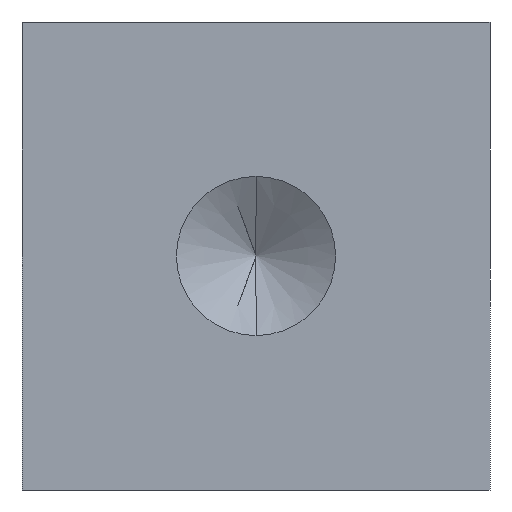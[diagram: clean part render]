
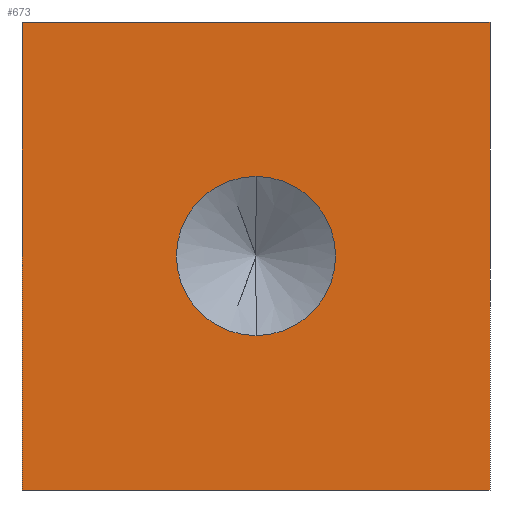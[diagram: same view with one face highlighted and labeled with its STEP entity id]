
A CAD part, front view. The second image highlights one B-rep face of the part: STEP entity #673.
In plain terms, the highlighted planar face has unit normal (0, -1, 0).
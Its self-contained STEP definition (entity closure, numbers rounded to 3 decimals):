
#2 = CARTESIAN_POINT ( 'NONE',  ( 0., -145., 0. ) ) ;
#5 = VERTEX_POINT ( 'NONE', #13 ) ;
#13 = CARTESIAN_POINT ( 'NONE',  ( 10., -145., 10. ) ) ;
#29 = DIRECTION ( 'NONE',  ( 0., 1., 0. ) ) ;
#51 = ORIENTED_EDGE ( 'NONE', *, *, #664, .T. ) ;
#68 = CARTESIAN_POINT ( 'NONE',  ( -10., -145., 10. ) ) ;
#75 = VERTEX_POINT ( 'NONE', #527 ) ;
#88 = CARTESIAN_POINT ( 'NONE',  ( -10., -145., 10. ) ) ;
#113 = VERTEX_POINT ( 'NONE', #528 ) ;
#120 = EDGE_CURVE ( 'NONE', #113, #720, #752, .T. ) ;
#133 = LINE ( 'NONE', #287, #290 ) ;
#151 = DIRECTION ( 'NONE',  ( 1., 0., 0. ) ) ;
#153 = CARTESIAN_POINT ( 'NONE',  ( 10., -145., 10. ) ) ;
#164 = DIRECTION ( 'NONE',  ( 0., 0., -1. ) ) ;
#165 = CARTESIAN_POINT ( 'NONE',  ( 0., -145., 0. ) ) ;
#183 = VERTEX_POINT ( 'NONE', #739 ) ;
#197 = LINE ( 'NONE', #88, #595 ) ;
#220 = ORIENTED_EDGE ( 'NONE', *, *, #387, .F. ) ;
#232 = CIRCLE ( 'NONE', #530, 3.4 ) ;
#253 = VECTOR ( 'NONE', #723, 1000. ) ;
#287 = CARTESIAN_POINT ( 'NONE',  ( -10., -145., 10. ) ) ;
#290 = VECTOR ( 'NONE', #736, 1000. ) ;
#320 = EDGE_LOOP ( 'NONE', ( #740, #220 ) ) ;
#345 = FACE_BOUND ( 'NONE', #320, .T. ) ;
#387 = EDGE_CURVE ( 'NONE', #720, #113, #232, .T. ) ;
#404 = EDGE_LOOP ( 'NONE', ( #51, #743, #515, #540 ) ) ;
#421 = DIRECTION ( 'NONE',  ( 0., 0., -1. ) ) ;
#443 = EDGE_CURVE ( 'NONE', #75, #183, #133, .T. ) ;
#449 = CARTESIAN_POINT ( 'NONE',  ( -10., -145., -10. ) ) ;
#513 = AXIS2_PLACEMENT_3D ( 'NONE', #165, #614, #421 ) ;
#515 = ORIENTED_EDGE ( 'NONE', *, *, #797, .F. ) ;
#527 = CARTESIAN_POINT ( 'NONE',  ( -10., -145., 10. ) ) ;
#528 = CARTESIAN_POINT ( 'NONE',  ( 0., -145., -3.4 ) ) ;
#530 = AXIS2_PLACEMENT_3D ( 'NONE', #2, #544, #164 ) ;
#540 = ORIENTED_EDGE ( 'NONE', *, *, #443, .T. ) ;
#544 = DIRECTION ( 'NONE',  ( 0., -1., 0. ) ) ;
#577 = LINE ( 'NONE', #153, #253 ) ;
#595 = VECTOR ( 'NONE', #151, 1000. ) ;
#614 = DIRECTION ( 'NONE',  ( 0., -1., 0. ) ) ;
#627 = DIRECTION ( 'NONE',  ( 0., 0., 1. ) ) ;
#647 = LINE ( 'NONE', #449, #658 ) ;
#658 = VECTOR ( 'NONE', #820, 1000. ) ;
#664 = EDGE_CURVE ( 'NONE', #183, #683, #647, .T. ) ;
#673 = ADVANCED_FACE ( 'NONE', ( #345, #694 ), #691, .F. ) ;
#674 = EDGE_CURVE ( 'NONE', #5, #683, #577, .T. ) ;
#683 = VERTEX_POINT ( 'NONE', #807 ) ;
#691 = PLANE ( 'NONE',  #787 ) ;
#694 = FACE_OUTER_BOUND ( 'NONE', #404, .T. ) ;
#720 = VERTEX_POINT ( 'NONE', #816 ) ;
#723 = DIRECTION ( 'NONE',  ( 0., 0., -1. ) ) ;
#736 = DIRECTION ( 'NONE',  ( 0., 0., -1. ) ) ;
#739 = CARTESIAN_POINT ( 'NONE',  ( -10., -145., -10. ) ) ;
#740 = ORIENTED_EDGE ( 'NONE', *, *, #120, .F. ) ;
#743 = ORIENTED_EDGE ( 'NONE', *, *, #674, .F. ) ;
#752 = CIRCLE ( 'NONE', #513, 3.4 ) ;
#787 = AXIS2_PLACEMENT_3D ( 'NONE', #68, #29, #627 ) ;
#797 = EDGE_CURVE ( 'NONE', #75, #5, #197, .T. ) ;
#807 = CARTESIAN_POINT ( 'NONE',  ( 10., -145., -10. ) ) ;
#816 = CARTESIAN_POINT ( 'NONE',  ( 0., -145., 3.4 ) ) ;
#820 = DIRECTION ( 'NONE',  ( 1., 0., 0. ) ) ;
